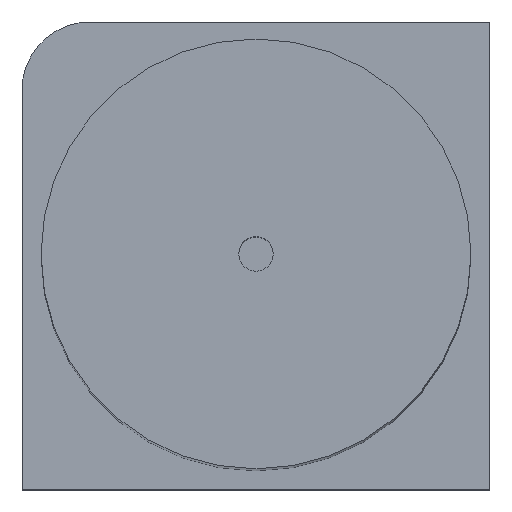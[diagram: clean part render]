
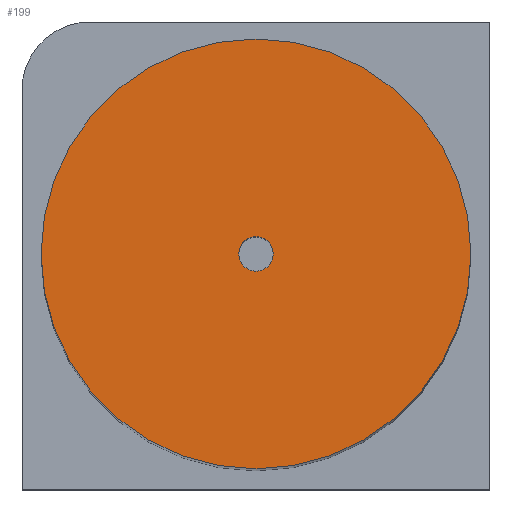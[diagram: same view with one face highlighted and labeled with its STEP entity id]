
A CAD part, top view. The second image highlights one B-rep face of the part: STEP entity #199.
In plain terms, the highlighted planar face has unit normal (0, 0, 1).
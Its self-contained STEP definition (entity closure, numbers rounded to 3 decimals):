
#21=FACE_BOUND('',#49,.T.);
#33=FACE_OUTER_BOUND('',#48,.T.);
#48=EDGE_LOOP('',(#173));
#49=EDGE_LOOP('',(#174));
#54=CIRCLE('',#225,1.4);
#58=CIRCLE('',#234,17.45);
#102=VERTEX_POINT('',#331);
#106=VERTEX_POINT('',#346);
#123=EDGE_CURVE('',#102,#102,#54,.T.);
#129=EDGE_CURVE('',#106,#106,#58,.T.);
#173=ORIENTED_EDGE('',*,*,#129,.T.);
#174=ORIENTED_EDGE('',*,*,#123,.T.);
#187=PLANE('',#233);
#199=ADVANCED_FACE('',(#33,#21),#187,.T.);
#225=AXIS2_PLACEMENT_3D('',#332,#271,#272);
#233=AXIS2_PLACEMENT_3D('',#345,#289,#290);
#234=AXIS2_PLACEMENT_3D('',#347,#291,#292);
#271=DIRECTION('center_axis',(0.,0.,-1.));
#272=DIRECTION('ref_axis',(0.,1.,0.));
#289=DIRECTION('center_axis',(0.,0.,1.));
#290=DIRECTION('ref_axis',(1.,0.,0.));
#291=DIRECTION('center_axis',(0.,0.,1.));
#292=DIRECTION('ref_axis',(1.,0.,0.));
#331=CARTESIAN_POINT('',(-9.624,170.2,136.5));
#332=CARTESIAN_POINT('Origin',(-9.624,171.6,136.5));
#345=CARTESIAN_POINT('Origin',(-9.624,171.6,136.5));
#346=CARTESIAN_POINT('',(-27.074,171.6,136.5));
#347=CARTESIAN_POINT('Origin',(-9.624,171.6,136.5));
